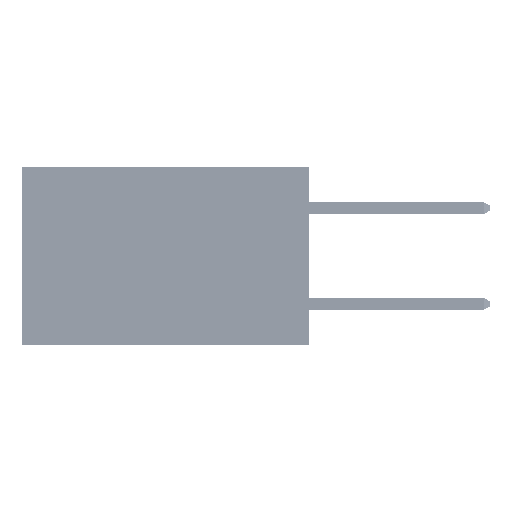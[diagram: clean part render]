
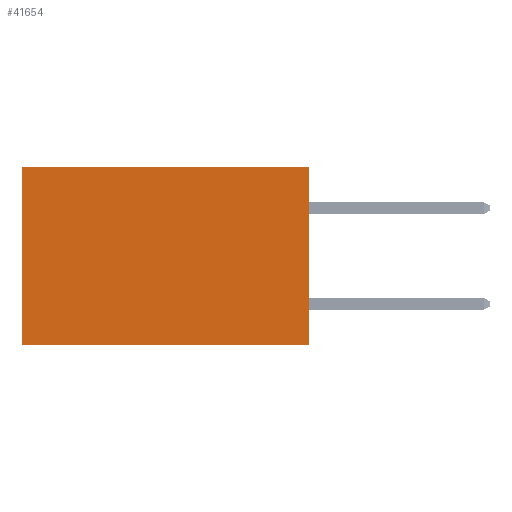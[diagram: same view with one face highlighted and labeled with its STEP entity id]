
A CAD part, left-side view. The second image highlights one B-rep face of the part: STEP entity #41654.
In plain terms, the highlighted planar face has unit normal (-1, 0, 0).
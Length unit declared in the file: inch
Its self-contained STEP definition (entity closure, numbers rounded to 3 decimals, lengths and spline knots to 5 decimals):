
#517 = EDGE_CURVE ( 'NONE', #14998, #26075, #47939, .T. ) ;
#1609 = VECTOR ( 'NONE', #42846, 39.37008 ) ;
#2274 = ORIENTED_EDGE ( 'NONE', *, *, #12372, .F. ) ;
#2833 = LINE ( 'NONE', #41409, #45219 ) ;
#3130 = CARTESIAN_POINT ( 'NONE',  ( 0.2875, 0., 0. ) ) ;
#5013 = DIRECTION ( 'NONE',  ( 0., 0., -1. ) ) ;
#6320 = VECTOR ( 'NONE', #17947, 39.37008 ) ;
#8983 = FACE_OUTER_BOUND ( 'NONE', #27722, .T. ) ;
#9009 = DIRECTION ( 'NONE',  ( 1., 0., 0. ) ) ;
#9908 = ORIENTED_EDGE ( 'NONE', *, *, #33419, .T. ) ;
#12372 = EDGE_CURVE ( 'NONE', #22444, #28000, #19368, .T. ) ;
#14998 = VERTEX_POINT ( 'NONE', #3130 ) ;
#15304 = EDGE_CURVE ( 'NONE', #14998, #22444, #29622, .T. ) ;
#17336 = CARTESIAN_POINT ( 'NONE',  ( 0.2875, 0., 0. ) ) ;
#17947 = DIRECTION ( 'NONE',  ( 0., 1., 0. ) ) ;
#18909 = CARTESIAN_POINT ( 'NONE',  ( 0.2875, 0., 0. ) ) ;
#19368 = LINE ( 'NONE', #37726, #6320 ) ;
#22444 = VERTEX_POINT ( 'NONE', #32646 ) ;
#26075 = VERTEX_POINT ( 'NONE', #31438 ) ;
#27722 = EDGE_LOOP ( 'NONE', ( #9908, #2274, #30853, #32901 ) ) ;
#28000 = VERTEX_POINT ( 'NONE', #47256 ) ;
#29220 = PLANE ( 'NONE',  #34094 ) ;
#29622 = LINE ( 'NONE', #18909, #1609 ) ;
#30853 = ORIENTED_EDGE ( 'NONE', *, *, #15304, .F. ) ;
#31438 = CARTESIAN_POINT ( 'NONE',  ( 0.2875, 0.6, 0. ) ) ;
#32646 = CARTESIAN_POINT ( 'NONE',  ( 0.2875, 0., -0.37 ) ) ;
#32856 = CARTESIAN_POINT ( 'NONE',  ( 0.2875, 0., 0. ) ) ;
#32901 = ORIENTED_EDGE ( 'NONE', *, *, #517, .T. ) ;
#33419 = EDGE_CURVE ( 'NONE', #26075, #28000, #2833, .T. ) ;
#34094 = AXIS2_PLACEMENT_3D ( 'NONE', #32856, #9009, #48897 ) ;
#34871 = DIRECTION ( 'NONE',  ( 0., 1., 0. ) ) ;
#37726 = CARTESIAN_POINT ( 'NONE',  ( 0.2875, 0., -0.37 ) ) ;
#41409 = CARTESIAN_POINT ( 'NONE',  ( 0.2875, 0.6, 0. ) ) ;
#41654 = ADVANCED_FACE ( 'NONE', ( #8983 ), #29220, .F. ) ;
#42846 = DIRECTION ( 'NONE',  ( 0., 0., -1. ) ) ;
#45219 = VECTOR ( 'NONE', #5013, 39.37008 ) ;
#47256 = CARTESIAN_POINT ( 'NONE',  ( 0.2875, 0.6, -0.37 ) ) ;
#47939 = LINE ( 'NONE', #17336, #49176 ) ;
#48897 = DIRECTION ( 'NONE',  ( 0., 0., -1. ) ) ;
#49176 = VECTOR ( 'NONE', #34871, 39.37008 ) ;
